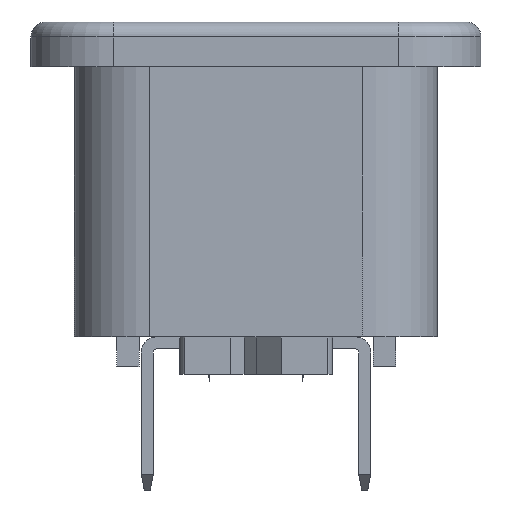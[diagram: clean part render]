
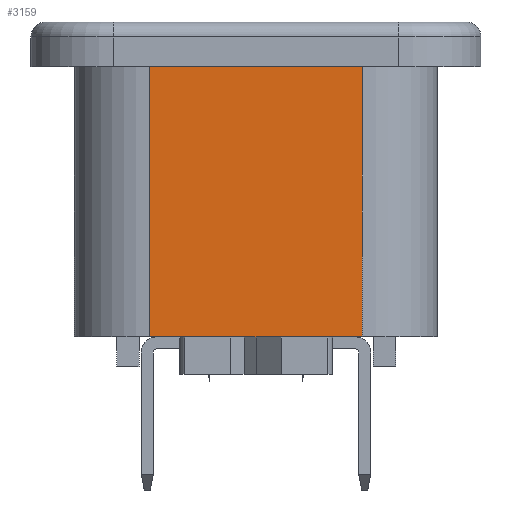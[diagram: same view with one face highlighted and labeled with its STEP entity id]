
A CAD part, left-side view. The second image highlights one B-rep face of the part: STEP entity #3159.
In plain terms, the highlighted planar face has unit normal (-1, 0, 0).
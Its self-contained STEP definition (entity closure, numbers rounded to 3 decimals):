
#2932 = VERTEX_POINT ( 'NONE', #8303 ) ;
#2939 = EDGE_CURVE ( 'NONE', #2932, #3014, #8302, .T. ) ;
#3014 = VERTEX_POINT ( 'NONE', #8411 ) ;
#3104 = VERTEX_POINT ( 'NONE', #8662 ) ;
#3117 = VERTEX_POINT ( 'NONE', #8735 ) ;
#3138 = EDGE_CURVE ( 'NONE', #3104, #3117, #8759, .T. ) ;
#3139 = EDGE_LOOP ( 'NONE', ( #3153, #3161, #3150, #3152 ) ) ;
#3150 = ORIENTED_EDGE ( 'NONE', *, *, #2939, .F. ) ;
#3152 = ORIENTED_EDGE ( 'NONE', *, *, #3155, .T. ) ;
#3153 = ORIENTED_EDGE ( 'NONE', *, *, #3138, .T. ) ;
#3155 = EDGE_CURVE ( 'NONE', #2932, #3104, #8821, .T. ) ;
#3159 = ADVANCED_FACE ( 'NONE', ( #8808 ), #8813, .F. ) ;
#3161 = ORIENTED_EDGE ( 'NONE', *, *, #3162, .F. ) ;
#3162 = EDGE_CURVE ( 'NONE', #3014, #3117, #8795, .T. ) ;
#8297 = DIRECTION ( 'NONE',  ( 0., 1., 0. ) ) ;
#8300 = VECTOR ( 'NONE', #8297, 1000. ) ;
#8301 = CARTESIAN_POINT ( 'NONE',  ( -17.218, 8.152, -21. ) ) ;
#8302 = LINE ( 'NONE', #8301, #8300 ) ;
#8303 = CARTESIAN_POINT ( 'NONE',  ( -17.218, -6.048, -21. ) ) ;
#8411 = CARTESIAN_POINT ( 'NONE',  ( -17.218, 8.152, -21. ) ) ;
#8662 = CARTESIAN_POINT ( 'NONE',  ( -17.218, -6.048, -3. ) ) ;
#8735 = CARTESIAN_POINT ( 'NONE',  ( -17.218, 8.152, -3. ) ) ;
#8736 = DIRECTION ( 'NONE',  ( 0., 1., 0. ) ) ;
#8756 = VECTOR ( 'NONE', #8736, 1000. ) ;
#8759 = LINE ( 'NONE', #8760, #8756 ) ;
#8760 = CARTESIAN_POINT ( 'NONE',  ( -17.218, 8.152, -3. ) ) ;
#8793 = CARTESIAN_POINT ( 'NONE',  ( -17.218, 8.152, -21. ) ) ;
#8794 = CARTESIAN_POINT ( 'NONE',  ( -17.218, 8.152, -21. ) ) ;
#8795 = LINE ( 'NONE', #8794, #8848 ) ;
#8808 = FACE_OUTER_BOUND ( 'NONE', #3139, .T. ) ;
#8810 = DIRECTION ( 'NONE',  ( 0., 0., 1. ) ) ;
#8813 = PLANE ( 'NONE',  #8818 ) ;
#8818 = AXIS2_PLACEMENT_3D ( 'NONE', #8793, #8851, #8850 ) ;
#8819 = VECTOR ( 'NONE', #8810, 1000. ) ;
#8820 = CARTESIAN_POINT ( 'NONE',  ( -17.218, -6.048, -21. ) ) ;
#8821 = LINE ( 'NONE', #8820, #8819 ) ;
#8847 = DIRECTION ( 'NONE',  ( 0., 0., 1. ) ) ;
#8848 = VECTOR ( 'NONE', #8847, 1000. ) ;
#8850 = DIRECTION ( 'NONE',  ( 0., 0., -1. ) ) ;
#8851 = DIRECTION ( 'NONE',  ( 1., 0., 0. ) ) ;
